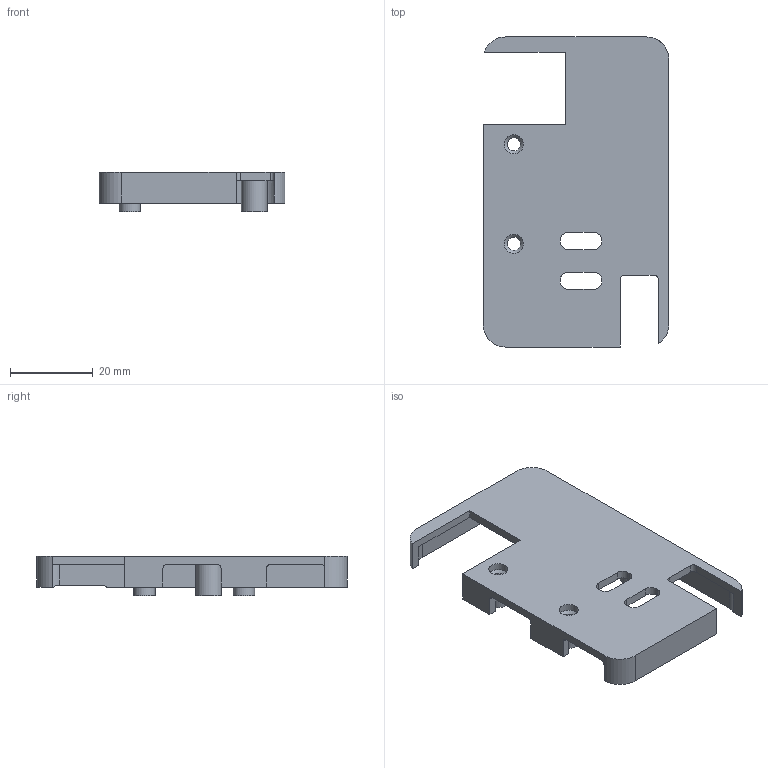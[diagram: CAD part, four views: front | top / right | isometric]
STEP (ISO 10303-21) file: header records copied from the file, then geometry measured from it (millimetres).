
FILE_DESCRIPTION(/* description */ ('STEP AP242 Edition 2','CAx-IF Rec.Pracs.---Representation and Presentation of Product Manufacturing Information (PMI)---4.0---2014-10-13','CAx-IF Rec.Pracs.---3D Tessellated Geometry---0.4---2014-09-14','2;1','CAx-IF Rec.Pracs.---User Defined Attributes---1.5---2016-08-15'),/* implementation_level */ '2;1');
FILE_NAME(/* name */ '6955aa4f861fee113a0d787e',/* time_stamp */ '2025-12-31T22:57:19Z',/* author */ (''),/* organization */ (''),/* preprocessor_version */ 'ST-DEVELOPER v20',/* originating_system */ 'ONSHAPE BY PTC INC, 1.208',/* authorisation */ ' ');
FILE_SCHEMA (('AP242_MANAGED_MODEL_BASED_3D_ENGINEERING_MIM_LF { 1 0 10303 442 3 1 4 }'));
Length unit declared in the file: metre
Products named in the file (1): Top
Bounding box: 44.8 x 74.8 x 9.48 mm (x, y, z)
Volume: 7677.6 mm3; surface area: 8778.6 mm2
Topology: 1 solids, 1 shells, 83 faces, 222 edges, 146 vertices
Faces by surface type: plane 47, cylinder 34, cone 2
Full cylindrical faces by diameter (mm): 3.2 x3, 4.6 x2, 5.2 x2, 6.2 x1, 7.2 x2
Entity records: 2582 total; most frequent: DIRECTION 450, CARTESIAN_POINT 446, ORIENTED_EDGE 420, EDGE_CURVE 210, AXIS2_PLACEMENT_3D 158, VERTEX_POINT 146, LINE 134, VECTOR 134
